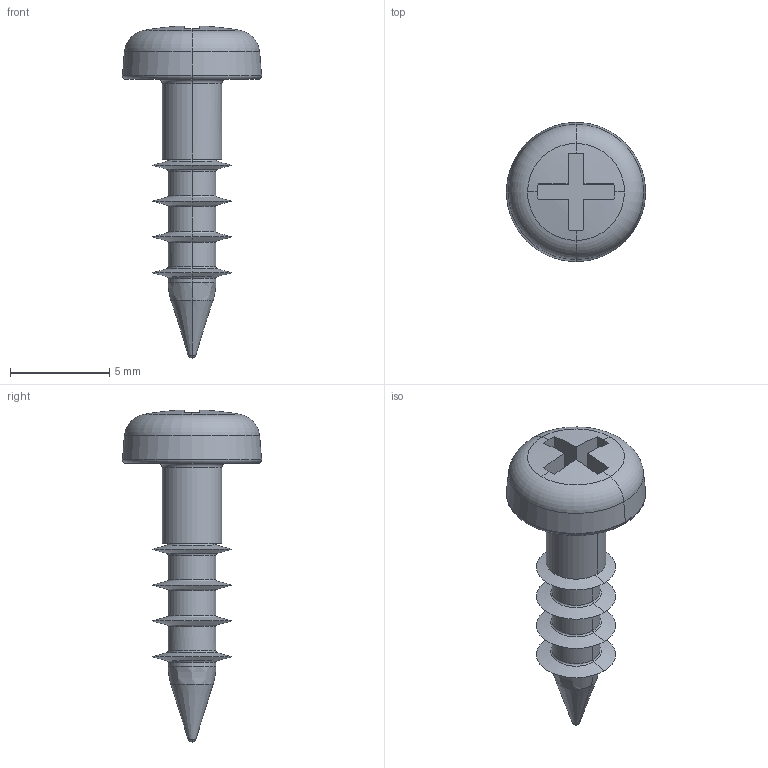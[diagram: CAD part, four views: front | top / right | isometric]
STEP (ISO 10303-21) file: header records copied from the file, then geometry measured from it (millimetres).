
FILE_DESCRIPTION(('CATIA V5R24 STEP','CAx-IF Rec.Pracs.--- Model Styling and Organization---1.2---2011-12-15'),'2;1');
FILE_NAME ('D1463993_0_4019420000_4019420000.stp','2017-03-08T10:06:29+00:00',('none'),('Weidmueller'),'CATIA Version 5-6 Release 2014 SP4 HF52','CATIA V5 STEP AP214','none');
FILE_SCHEMA(('AUTOMOTIVE_DESIGN { 1 0 10303 214 1 1 1 1 }'));
Length unit declared in the file: millimetre
Products named in the file (1): v5-standard_part
Bounding box: 7 x 7 x 16.69 mm (x, y, z)
Volume: 148.9 mm3; surface area: 289.4 mm2
Topology: 1 solids, 1 shells, 83 faces, 182 edges, 99 vertices
Faces by surface type: torus 24, cone 20, cylinder 18, plane 11, sphere 8, bspline 2
Entity records: 2362 total; most frequent: CARTESIAN_POINT 648, ORIENTED_EDGE 356, DIRECTION 312, EDGE_CURVE 178, AXIS2_PLACEMENT_3D 175, VERTEX_POINT 99, CIRCLE 90, EDGE_LOOP 85
